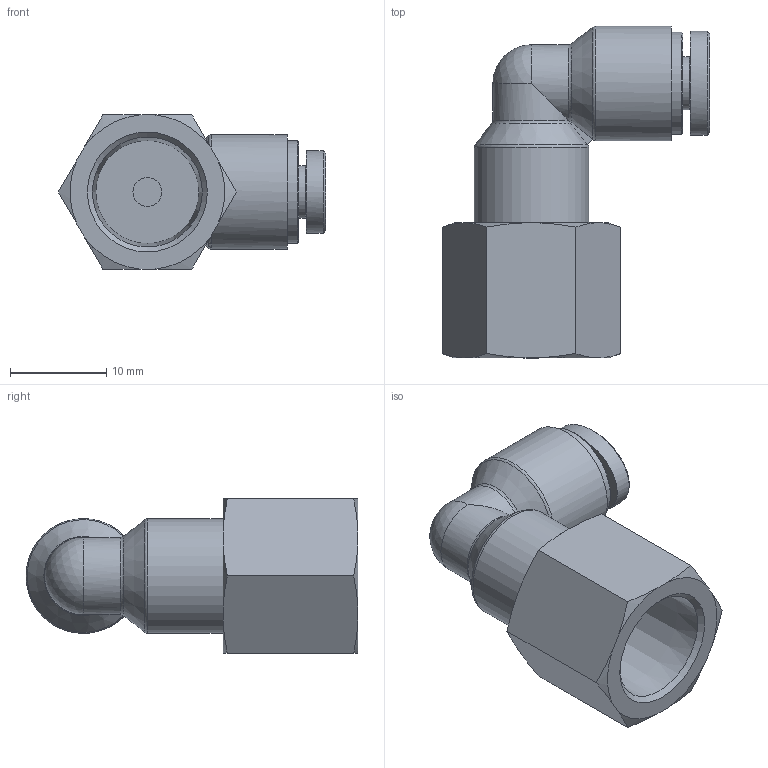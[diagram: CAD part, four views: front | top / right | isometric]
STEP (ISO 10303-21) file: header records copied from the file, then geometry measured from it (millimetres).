
FILE_DESCRIPTION((''),'2;1');
FILE_NAME('HR-PLF 0402.stp','2020-03-19T09:22:15',('user'),(''),'Autodesk Inventor 2013','Autodesk Inventor 2013','');
FILE_SCHEMA(('AUTOMOTIVE_DESIGN { 1 0 10303 214 1 1 1 1 }'));
Length unit declared in the file: millimetre
Products named in the file (6): 조립품2; HR-PUL 04 BODY; HR-COLLAR 04; HR-Collar 04L(SUS); HR-SLEEVE 04; HR-PLF BODY 0402
Assembly tree (5 placements, depth 3):
  조립품2
    HR-PUL 04 BODY
    HR-COLLAR 04
      HR-Collar 04L(SUS)
      HR-SLEEVE 04
    HR-PLF BODY 0402
Bounding box: 27.74 x 34.45 x 16 mm (x, y, z)
Volume: 4394.8 mm3; surface area: 3529.9 mm2
Topology: 4 solids, 4 shells, 211 faces, 542 edges, 357 vertices
Faces by surface type: plane 115, bspline 61, cone 20, cylinder 10, torus 4, sphere 1
Full cylindrical faces by diameter (mm): 3 x1, 4.179 x1, 4.2 x2, 5.5 x1, 10.6 x1, 11.9 x2
Entity records: 6797 total; most frequent: CARTESIAN_POINT 2051, ORIENTED_EDGE 1042, DIRECTION 740, EDGE_CURVE 521, VERTEX_POINT 353, VECTOR 316, LINE 316, EDGE_LOOP 252
